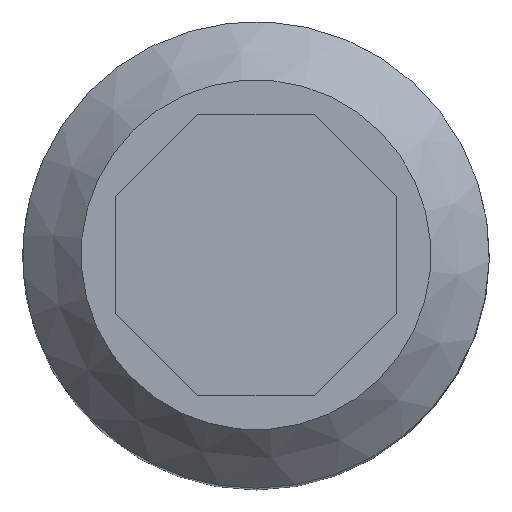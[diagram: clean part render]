
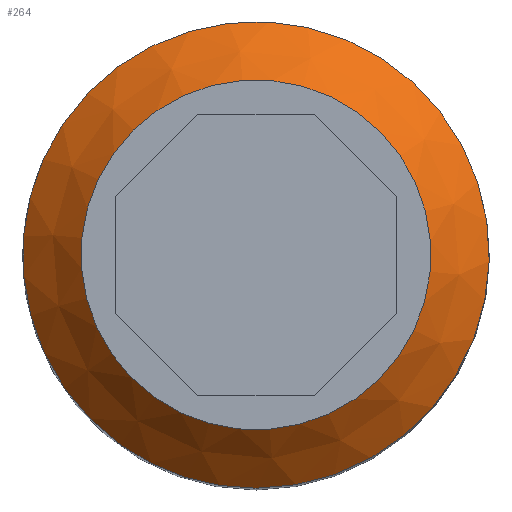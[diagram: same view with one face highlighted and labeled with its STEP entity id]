
A CAD part, top view. The second image highlights one B-rep face of the part: STEP entity #264.
In plain terms, the highlighted conical face has half-angle 45 degrees and reference radius 0.42 mm.
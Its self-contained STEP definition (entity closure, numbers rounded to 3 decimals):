
#32=FACE_OUTER_BOUND('',#48,.T.);
#48=EDGE_LOOP('',(#194,#195,#196,#197,#198));
#66=LINE('',#417,#94);
#94=VECTOR('',#341,0.42);
#124=CIRCLE('',#307,3.);
#125=CIRCLE('',#308,4.);
#126=CIRCLE('',#309,4.);
#132=VERTEX_POINT('',#414);
#133=VERTEX_POINT('',#416);
#134=VERTEX_POINT('',#418);
#157=EDGE_CURVE('',#132,#132,#124,.T.);
#158=EDGE_CURVE('',#132,#133,#66,.T.);
#159=EDGE_CURVE('',#134,#133,#125,.T.);
#160=EDGE_CURVE('',#133,#134,#126,.T.);
#194=ORIENTED_EDGE('',*,*,#157,.F.);
#195=ORIENTED_EDGE('',*,*,#158,.T.);
#196=ORIENTED_EDGE('',*,*,#159,.F.);
#197=ORIENTED_EDGE('',*,*,#160,.F.);
#198=ORIENTED_EDGE('',*,*,#158,.F.);
#262=CONICAL_SURFACE('',#306,0.42,0.785);
#264=ADVANCED_FACE('',(#32),#262,.T.);
#306=AXIS2_PLACEMENT_3D('',#413,#337,#338);
#307=AXIS2_PLACEMENT_3D('',#415,#339,#340);
#308=AXIS2_PLACEMENT_3D('',#419,#342,#343);
#309=AXIS2_PLACEMENT_3D('',#420,#344,#345);
#337=DIRECTION('center_axis',(0.,0.,
-1.));
#338=DIRECTION('ref_axis',(0.581,0.814,0.));
#339=DIRECTION('center_axis',(0.,0.,1.));
#340=DIRECTION('ref_axis',(-1.,0.,0.));
#341=DIRECTION('',(-0.411,-0.575,-0.707));
#342=DIRECTION('center_axis',(0.,0.,-1.));
#343=DIRECTION('ref_axis',(-1.,0.,0.));
#344=DIRECTION('center_axis',(0.,0.,-1.));
#345=DIRECTION('ref_axis',(-1.,0.,0.));
#413=CARTESIAN_POINT('Origin',(0.,0.,
21.08));
#414=CARTESIAN_POINT('',(-1.743,-2.441,18.5));
#415=CARTESIAN_POINT('Origin',(0.,0.,18.5));
#416=CARTESIAN_POINT('',(-2.324,-3.255,17.5));
#417=CARTESIAN_POINT('',(-0.244,-0.342,21.08));
#418=CARTESIAN_POINT('',(0.,-4.,17.5));
#419=CARTESIAN_POINT('Origin',(0.,0.,17.5));
#420=CARTESIAN_POINT('Origin',(0.,0.,17.5));
